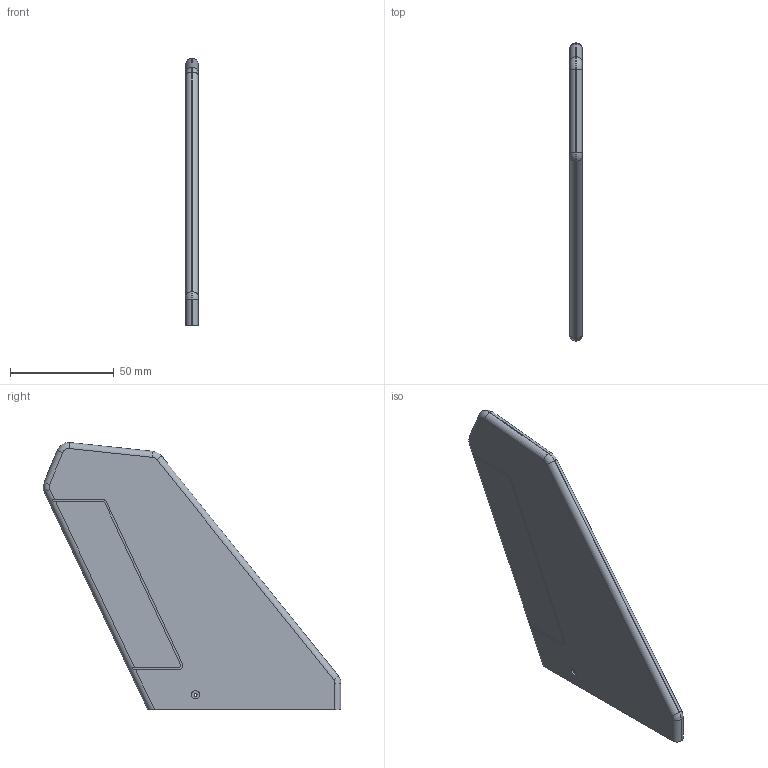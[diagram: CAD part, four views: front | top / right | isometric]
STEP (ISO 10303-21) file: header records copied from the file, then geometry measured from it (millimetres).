
FILE_DESCRIPTION(/* description */ (''),/* implementation_level */ '2;1');
FILE_NAME(/* name */ 'Rudder L.step',/* time_stamp */ '2024-11-26T12:09:10+01:00',/* author */ (''),/* organization */ (''),/* preprocessor_version */ 'ST-DEVELOPER v20',/* originating_system */ 'Autodesk Translation Framework v13.20.0.188',/* authorisation */ '');
FILE_SCHEMA (('AUTOMOTIVE_DESIGN { 1 0 10303 214 3 1 1 }'));
Length unit declared in the file: millimetre
Products named in the file (1): Rudder L
Bounding box: 6 x 143.43 x 128.65 mm (x, y, z)
Volume: 59075.7 mm3; surface area: 24708.8 mm2
Topology: 1 solids, 1 shells, 65 faces, 164 edges, 104 vertices
Faces by surface type: plane 31, cylinder 26, torus 6, bspline 2
Full cylindrical faces by diameter (mm): 1.4 x2, 4 x2
Entity records: 2014 total; most frequent: DIRECTION 360, CARTESIAN_POINT 350, ORIENTED_EDGE 328, EDGE_CURVE 164, AXIS2_PLACEMENT_3D 132, VERTEX_POINT 104, LINE 96, VECTOR 96
